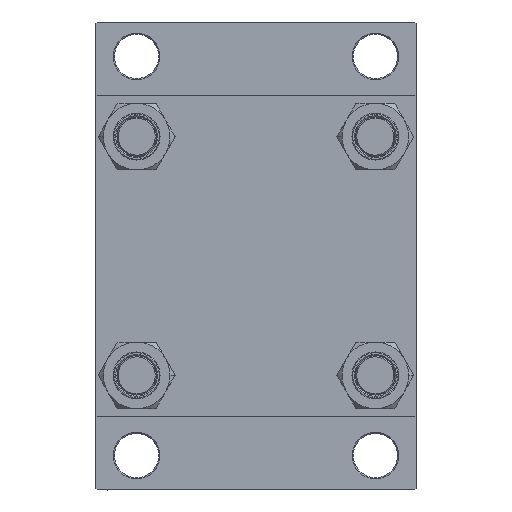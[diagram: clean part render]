
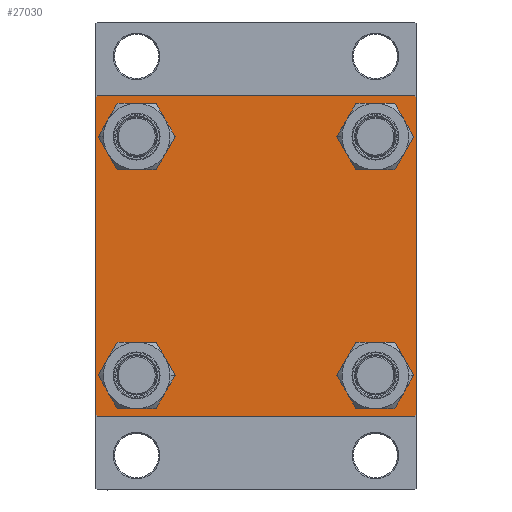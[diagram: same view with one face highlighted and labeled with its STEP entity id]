
A CAD part, left-side view. The second image highlights one B-rep face of the part: STEP entity #27030.
In plain terms, the highlighted planar face has unit normal (-1, 0, 0).
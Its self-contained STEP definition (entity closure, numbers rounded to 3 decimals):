
#8 = VERTEX_POINT ( 'NONE', #41070 ) ;
#47 = ORIENTED_EDGE ( 'NONE', *, *, #44171, .T. ) ;
#330 = CARTESIAN_POINT ( 'NONE',  ( 0., -65., 65. ) ) ;
#446 = VERTEX_POINT ( 'NONE', #15906 ) ;
#588 = CARTESIAN_POINT ( 'NONE',  ( 0., 48.45, 56.95 ) ) ;
#1124 = ORIENTED_EDGE ( 'NONE', *, *, #33290, .T. ) ;
#1138 = VERTEX_POINT ( 'NONE', #42603 ) ;
#1166 = LINE ( 'NONE', #27004, #32144 ) ;
#1646 = LINE ( 'NONE', #44632, #46102 ) ;
#1773 = DIRECTION ( 'NONE',  ( 1., 0., 0. ) ) ;
#1814 = CARTESIAN_POINT ( 'NONE',  ( 0., 64.75, -64.75 ) ) ;
#2727 = ORIENTED_EDGE ( 'NONE', *, *, #28154, .T. ) ;
#3591 = ORIENTED_EDGE ( 'NONE', *, *, #15966, .T. ) ;
#3595 = CARTESIAN_POINT ( 'NONE',  ( 0., 64.75, 64.75 ) ) ;
#3604 = VECTOR ( 'NONE', #18328, 1000. ) ;
#3804 = VERTEX_POINT ( 'NONE', #17317 ) ;
#3818 = VERTEX_POINT ( 'NONE', #9850 ) ;
#4309 = DIRECTION ( 'NONE',  ( 0., 0.707, 0.707 ) ) ;
#4426 = LINE ( 'NONE', #30483, #17891 ) ;
#4452 = CARTESIAN_POINT ( 'NONE',  ( 0., -65., -64.5 ) ) ;
#4676 = CARTESIAN_POINT ( 'NONE',  ( 0., 48.45, -48.45 ) ) ;
#4675 = AXIS2_PLACEMENT_3D ( 'NONE', #45608, #41254, #8194 ) ;
#4759 = CARTESIAN_POINT ( 'NONE',  ( 0., -48.45, -48.45 ) ) ;
#4788 = VERTEX_POINT ( 'NONE', #42398 ) ;
#5318 = CARTESIAN_POINT ( 'NONE',  ( 0., -65., 64.5 ) ) ;
#5493 = CIRCLE ( 'NONE', #31687, 8.5 ) ;
#5592 = ORIENTED_EDGE ( 'NONE', *, *, #30876, .F. ) ;
#5930 = VECTOR ( 'NONE', #11681, 1000. ) ;
#6705 = EDGE_LOOP ( 'NONE', ( #39223, #3591 ) ) ;
#7478 = DIRECTION ( 'NONE',  ( 1., 0., 0. ) ) ;
#8194 = DIRECTION ( 'NONE',  ( 0., 0., 1. ) ) ;
#9850 = CARTESIAN_POINT ( 'NONE',  ( 0., 48.45, 39.95 ) ) ;
#9954 = EDGE_CURVE ( 'NONE', #12885, #16470, #46971, .T. ) ;
#10062 = CIRCLE ( 'NONE', #44754, 8.5 ) ;
#10490 = CARTESIAN_POINT ( 'NONE',  ( 0., -64.5, 65. ) ) ;
#10615 = DIRECTION ( 'NONE',  ( 1., 0., 0. ) ) ;
#10764 = ORIENTED_EDGE ( 'NONE', *, *, #40804, .T. ) ;
#11558 = DIRECTION ( 'NONE',  ( 0., -0.707, 0.707 ) ) ;
#11681 = DIRECTION ( 'NONE',  ( 0., 0., -1. ) ) ;
#11857 = DIRECTION ( 'NONE',  ( 1., 0., 0. ) ) ;
#12093 = DIRECTION ( 'NONE',  ( 0., 0., 1. ) ) ;
#12462 = VECTOR ( 'NONE', #43075, 1000. ) ;
#12489 = ORIENTED_EDGE ( 'NONE', *, *, #30325, .T. ) ;
#12665 = VERTEX_POINT ( 'NONE', #5318 ) ;
#12885 = VERTEX_POINT ( 'NONE', #20981 ) ;
#13603 = EDGE_LOOP ( 'NONE', ( #23255, #1124, #12489, #16820, #17962, #47, #5592, #23903 ) ) ;
#13639 = CARTESIAN_POINT ( 'NONE',  ( 0., -48.45, 39.95 ) ) ;
#14474 = CARTESIAN_POINT ( 'NONE',  ( 0., -48.45, 48.45 ) ) ;
#14493 = EDGE_CURVE ( 'NONE', #4788, #3804, #18565, .T. ) ;
#15456 = FACE_BOUND ( 'NONE', #34028, .T. ) ;
#15853 = AXIS2_PLACEMENT_3D ( 'NONE', #22346, #37062, #18966 ) ;
#15906 = CARTESIAN_POINT ( 'NONE',  ( 0., 48.45, -39.95 ) ) ;
#15966 = EDGE_CURVE ( 'NONE', #24541, #446, #39898, .T. ) ;
#16231 = CARTESIAN_POINT ( 'NONE',  ( 0., 48.45, 48.45 ) ) ;
#16470 = VERTEX_POINT ( 'NONE', #22185 ) ;
#16820 = ORIENTED_EDGE ( 'NONE', *, *, #20971, .T. ) ;
#17317 = CARTESIAN_POINT ( 'NONE',  ( 0., 65., 64.5 ) ) ;
#17617 = DIRECTION ( 'NONE',  ( 0., 0., 1. ) ) ;
#17891 = VECTOR ( 'NONE', #33886, 1000. ) ;
#17930 = VECTOR ( 'NONE', #35526, 1000. ) ;
#17962 = ORIENTED_EDGE ( 'NONE', *, *, #43859, .F. ) ;
#18328 = DIRECTION ( 'NONE',  ( 0., 0.707, -0.707 ) ) ;
#18565 = LINE ( 'NONE', #3595, #3604 ) ;
#18831 = EDGE_CURVE ( 'NONE', #40352, #43776, #36883, .T. ) ;
#18966 = DIRECTION ( 'NONE',  ( 0., 0., 1. ) ) ;
#18989 = DIRECTION ( 'NONE',  ( 0., 0., 1. ) ) ;
#19099 = CARTESIAN_POINT ( 'NONE',  ( 0., -48.45, -48.45 ) ) ;
#20113 = DIRECTION ( 'NONE',  ( 0., 0., 1. ) ) ;
#20145 = AXIS2_PLACEMENT_3D ( 'NONE', #16231, #24177, #42041 ) ;
#20150 = LINE ( 'NONE', #1814, #12462 ) ;
#20557 = LINE ( 'NONE', #23716, #17930 ) ;
#20766 = EDGE_LOOP ( 'NONE', ( #2727, #34316 ) ) ;
#20971 = EDGE_CURVE ( 'NONE', #37311, #22905, #1646, .T. ) ;
#20981 = CARTESIAN_POINT ( 'NONE',  ( 0., -48.45, -56.95 ) ) ;
#22185 = CARTESIAN_POINT ( 'NONE',  ( 0., -48.45, -39.95 ) ) ;
#22346 = CARTESIAN_POINT ( 'NONE',  ( 0., -48.45, 48.45 ) ) ;
#22905 = VERTEX_POINT ( 'NONE', #4452 ) ;
#23255 = ORIENTED_EDGE ( 'NONE', *, *, #36231, .T. ) ;
#23288 = VECTOR ( 'NONE', #27699, 1000. ) ;
#23456 = ORIENTED_EDGE ( 'NONE', *, *, #27940, .T. ) ;
#23716 = CARTESIAN_POINT ( 'NONE',  ( 0., 65., 65. ) ) ;
#23903 = ORIENTED_EDGE ( 'NONE', *, *, #14493, .T. ) ;
#24177 = DIRECTION ( 'NONE',  ( 1., 0., 0. ) ) ;
#24541 = VERTEX_POINT ( 'NONE', #26067 ) ;
#24784 = CARTESIAN_POINT ( 'NONE',  ( 0., 65., -65. ) ) ;
#25050 = CIRCLE ( 'NONE', #31216, 8.5 ) ;
#25313 = AXIS2_PLACEMENT_3D ( 'NONE', #14474, #10615, #17617 ) ;
#25806 = CARTESIAN_POINT ( 'NONE',  ( 0., 48.45, 48.45 ) ) ;
#25860 = CIRCLE ( 'NONE', #15853, 8.5 ) ;
#26067 = CARTESIAN_POINT ( 'NONE',  ( 0., 48.45, -56.95 ) ) ;
#26139 = AXIS2_PLACEMENT_3D ( 'NONE', #19099, #11857, #12093 ) ;
#26538 = EDGE_CURVE ( 'NONE', #446, #24541, #10062, .T. ) ;
#26542 = FACE_BOUND ( 'NONE', #6705, .T. ) ;
#26780 = FACE_BOUND ( 'NONE', #41272, .T. ) ;
#27004 = CARTESIAN_POINT ( 'NONE',  ( 0., -64.75, 64.75 ) ) ;
#27030 = ADVANCED_FACE ( 'NONE', ( #15456, #30162, #26542, #26780, #41505 ), #33788, .T. ) ;
#27699 = DIRECTION ( 'NONE',  ( 0., -1., 0. ) ) ;
#27940 = EDGE_CURVE ( 'NONE', #3818, #44707, #47127, .T. ) ;
#28154 = EDGE_CURVE ( 'NONE', #16470, #12885, #5493, .T. ) ;
#30162 = FACE_BOUND ( 'NONE', #20766, .T. ) ;
#30325 = EDGE_CURVE ( 'NONE', #8, #37311, #35420, .T. ) ;
#30483 = CARTESIAN_POINT ( 'NONE',  ( 0., 65., 65. ) ) ;
#30490 = LINE ( 'NONE', #330, #5930 ) ;
#30562 = DIRECTION ( 'NONE',  ( 1., 0., 0. ) ) ;
#30658 = AXIS2_PLACEMENT_3D ( 'NONE', #4676, #1773, #20113 ) ;
#30876 = EDGE_CURVE ( 'NONE', #4788, #38574, #4426, .T. ) ;
#30977 = ORIENTED_EDGE ( 'NONE', *, *, #18831, .T. ) ;
#31216 = AXIS2_PLACEMENT_3D ( 'NONE', #25806, #7478, #36920 ) ;
#31232 = ORIENTED_EDGE ( 'NONE', *, *, #40199, .T. ) ;
#31687 = AXIS2_PLACEMENT_3D ( 'NONE', #4759, #40320, #43952 ) ;
#32144 = VECTOR ( 'NONE', #4309, 1000. ) ;
#32442 = CARTESIAN_POINT ( 'NONE',  ( 0., -48.45, 56.95 ) ) ;
#33290 = EDGE_CURVE ( 'NONE', #1138, #8, #20150, .T. ) ;
#33788 = PLANE ( 'NONE',  #4675 ) ;
#33886 = DIRECTION ( 'NONE',  ( 0., -1., 0. ) ) ;
#33959 = CARTESIAN_POINT ( 'NONE',  ( 0., 48.45, -48.45 ) ) ;
#34028 = EDGE_LOOP ( 'NONE', ( #30977, #10764 ) ) ;
#34285 = CARTESIAN_POINT ( 'NONE',  ( 0., -64.5, -65. ) ) ;
#34316 = ORIENTED_EDGE ( 'NONE', *, *, #9954, .T. ) ;
#35420 = LINE ( 'NONE', #24784, #23288 ) ;
#35526 = DIRECTION ( 'NONE',  ( 0., 0., -1. ) ) ;
#36231 = EDGE_CURVE ( 'NONE', #3804, #1138, #20557, .T. ) ;
#36883 = CIRCLE ( 'NONE', #25313, 8.5 ) ;
#36920 = DIRECTION ( 'NONE',  ( 0., 0., 1. ) ) ;
#37062 = DIRECTION ( 'NONE',  ( 1., 0., 0. ) ) ;
#37311 = VERTEX_POINT ( 'NONE', #34285 ) ;
#38574 = VERTEX_POINT ( 'NONE', #10490 ) ;
#39223 = ORIENTED_EDGE ( 'NONE', *, *, #26538, .T. ) ;
#39898 = CIRCLE ( 'NONE', #30658, 8.5 ) ;
#40199 = EDGE_CURVE ( 'NONE', #44707, #3818, #25050, .T. ) ;
#40320 = DIRECTION ( 'NONE',  ( 1., 0., 0. ) ) ;
#40352 = VERTEX_POINT ( 'NONE', #32442 ) ;
#40804 = EDGE_CURVE ( 'NONE', #43776, #40352, #25860, .T. ) ;
#41070 = CARTESIAN_POINT ( 'NONE',  ( 0., 64.5, -65. ) ) ;
#41254 = DIRECTION ( 'NONE',  ( -1., 0., 0. ) ) ;
#41272 = EDGE_LOOP ( 'NONE', ( #31232, #23456 ) ) ;
#41505 = FACE_OUTER_BOUND ( 'NONE', #13603, .T. ) ;
#42041 = DIRECTION ( 'NONE',  ( 0., 0., 1. ) ) ;
#42398 = CARTESIAN_POINT ( 'NONE',  ( 0., 64.5, 65. ) ) ;
#42603 = CARTESIAN_POINT ( 'NONE',  ( 0., 65., -64.5 ) ) ;
#43075 = DIRECTION ( 'NONE',  ( 0., -0.707, -0.707 ) ) ;
#43776 = VERTEX_POINT ( 'NONE', #13639 ) ;
#43859 = EDGE_CURVE ( 'NONE', #12665, #22905, #30490, .T. ) ;
#43952 = DIRECTION ( 'NONE',  ( 0., 0., 1. ) ) ;
#44171 = EDGE_CURVE ( 'NONE', #12665, #38574, #1166, .T. ) ;
#44632 = CARTESIAN_POINT ( 'NONE',  ( 0., -64.75, -64.75 ) ) ;
#44707 = VERTEX_POINT ( 'NONE', #588 ) ;
#44754 = AXIS2_PLACEMENT_3D ( 'NONE', #33959, #30562, #18989 ) ;
#45608 = CARTESIAN_POINT ( 'NONE',  ( 0., 0., 0. ) ) ;
#46102 = VECTOR ( 'NONE', #11558, 1000. ) ;
#46971 = CIRCLE ( 'NONE', #26139, 8.5 ) ;
#47127 = CIRCLE ( 'NONE', #20145, 8.5 ) ;
